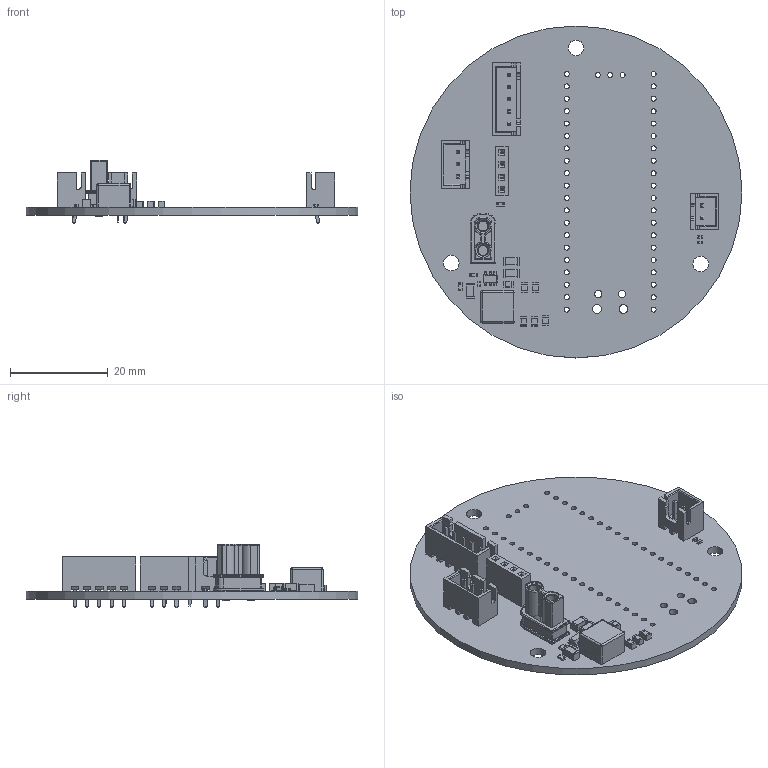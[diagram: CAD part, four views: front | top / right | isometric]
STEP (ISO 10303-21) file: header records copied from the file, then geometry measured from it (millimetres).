
FILE_DESCRIPTION(('KiCad electronic assembly'),'2;1');
FILE_NAME('carte_lidar.step','2024-12-09T20:03:47',('Pcbnew'),('Kicad'), 'Open CASCADE STEP processor 7.7','KiCad to STEP converter','Unknown' );
FILE_SCHEMA(('AUTOMOTIVE_DESIGN { 1 0 10303 214 1 1 1 1 }'));
Length unit declared in the file: millimetre
Products named in the file (24): carte_lidar 1; SOT-23-6; SOT_23_6; C_0805_2012Metric; JST_XH_B5B-XH-A_1x05_P2.50mm_Vertical; JST_B5B_XH_A; C_0402_1005Metric; C_1206_3216Metric; JST_XH_B2B-XH-A_1x02_P2.50mm_Vertical; JST_B2B_XH_A; Amass_XT30UPB-F; ASSEMBLY; PinSocket_1x04_P2.54mm_Vertical; PinSocket_1x04_P254mm_Vertical; R_0603_1608Metric; JST_XH_B3B-XH-A_1x03_P2.50mm_Vertical; JST_B3B_XH_A; L_Sunlord_MWSA0605S; CQ assembly; carte_lidar_PCB
Assembly tree (34 placements, depth 3):
  carte_lidar 1
    SOT-23-6
      SOT_23_6
    C_0805_2012Metric  x6
      C_0805_2012Metric
    JST_XH_B5B-XH-A_1x05_P2.50mm_Vertical
      JST_B5B_XH_A
    C_0402_1005Metric  x3
      C_0402_1005Metric
    C_1206_3216Metric  x3
      C_1206_3216Metric
    JST_XH_B2B-XH-A_1x02_P2.50mm_Vertical
      JST_B2B_XH_A
    Amass_XT30UPB-F
      ASSEMBLY
    PinSocket_1x04_P2.54mm_Vertical
      PinSocket_1x04_P254mm_Vertical
    R_0603_1608Metric  x3
      R_0603_1608Metric
    JST_XH_B3B-XH-A_1x03_P2.50mm_Vertical
      JST_B3B_XH_A
    L_Sunlord_MWSA0605S
      CQ assembly
    carte_lidar_PCB
Bounding box: 68 x 68 x 13 mm (x, y, z)
Volume: 6982.6 mm3; surface area: 11106 mm2
Topology: 27 solids, 27 shells, 1317 faces, 3382 edges, 2163 vertices
Faces by surface type: plane 882, cylinder 353, bspline 30, torus 30, sphere 12, revolution 6, cone 4
Full cylindrical faces by diameter (mm): 0.95 x8, 1 x6, 1.02 x43, 1.5 x4, 1.8 x2, 2 x2, 2.4 x4, 2.7 x2, 3.2 x3, 68 x1
Entity records: 36810 total; most frequent: CARTESIAN_POINT 6141, ORIENTED_EDGE 5164, DIRECTION 5092, EDGE_CURVE 2582, LINE 2030, VECTOR 2030, VERTEX_POINT 1643, AXIS2_PLACEMENT_3D 1528
